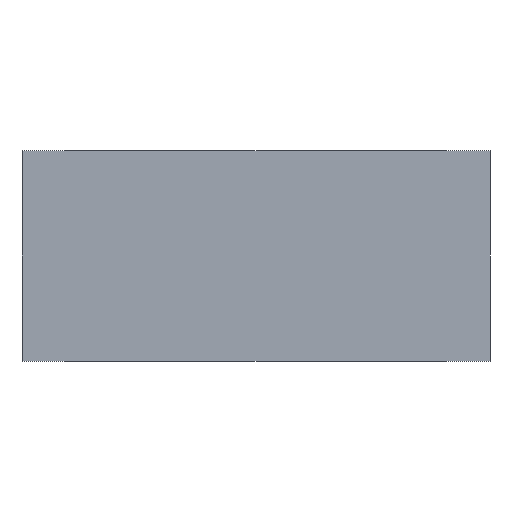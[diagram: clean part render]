
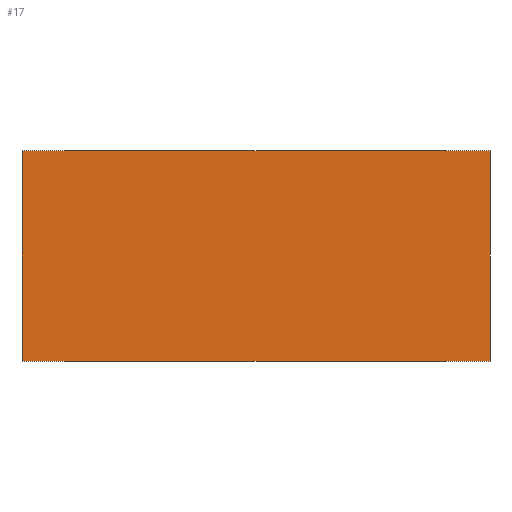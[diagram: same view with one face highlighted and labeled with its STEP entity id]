
A CAD part, front view. The second image highlights one B-rep face of the part: STEP entity #17.
In plain terms, the highlighted planar face has unit normal (0, -1, 0).
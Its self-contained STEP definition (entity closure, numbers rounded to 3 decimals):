
#17 = ADVANCED_FACE('',(#18),#32,.T.);
#18 = FACE_BOUND('',#19,.T.);
#19 = EDGE_LOOP('',(#20,#55,#80,#108));
#20 = ORIENTED_EDGE('',*,*,#21,.T.);
#21 = EDGE_CURVE('',#22,#24,#26,.T.);
#22 = VERTEX_POINT('',#23);
#23 = CARTESIAN_POINT('',(-0.027,-0.027,0.));
#24 = VERTEX_POINT('',#25);
#25 = CARTESIAN_POINT('',(0.027,-0.027,0.));
#26 = SURFACE_CURVE('',#27,(#31,#43),.PCURVE_S1.);
#27 = LINE('',#28,#29);
#28 = CARTESIAN_POINT('',(-0.027,-0.027,0.));
#29 = VECTOR('',#30,1.);
#30 = DIRECTION('',(1.,0.,0.));
#31 = PCURVE('',#32,#37);
#32 = PLANE('',#33);
#33 = AXIS2_PLACEMENT_3D('',#34,#35,#36);
#34 = CARTESIAN_POINT('',(-0.027,-0.027,
    0.024));
#35 = DIRECTION('',(0.,-1.,0.));
#36 = DIRECTION('',(1.,0.,0.));
#37 = DEFINITIONAL_REPRESENTATION('',(#38),#42);
#38 = LINE('',#39,#40);
#39 = CARTESIAN_POINT('',(0.,-0.024));
#40 = VECTOR('',#41,1.);
#41 = DIRECTION('',(1.,0.));
#42 = ( GEOMETRIC_REPRESENTATION_CONTEXT(2) 
PARAMETRIC_REPRESENTATION_CONTEXT() REPRESENTATION_CONTEXT('2D SPACE',''
  ) );
#43 = PCURVE('',#44,#49);
#44 = PLANE('',#45);
#45 = AXIS2_PLACEMENT_3D('',#46,#47,#48);
#46 = CARTESIAN_POINT('',(-0.027,-0.027,0.));
#47 = DIRECTION('',(0.,0.,-1.));
#48 = DIRECTION('',(0.707,0.707,0.));
#49 = DEFINITIONAL_REPRESENTATION('',(#50),#54);
#50 = LINE('',#51,#52);
#51 = CARTESIAN_POINT('',(0.,0.));
#52 = VECTOR('',#53,1.);
#53 = DIRECTION('',(0.707,0.707));
#54 = ( GEOMETRIC_REPRESENTATION_CONTEXT(2) 
PARAMETRIC_REPRESENTATION_CONTEXT() REPRESENTATION_CONTEXT('2D SPACE',''
  ) );
#55 = ORIENTED_EDGE('',*,*,#56,.T.);
#56 = EDGE_CURVE('',#24,#57,#59,.T.);
#57 = VERTEX_POINT('',#58);
#58 = CARTESIAN_POINT('',(0.027,-0.027,
    0.024));
#59 = SURFACE_CURVE('',#60,(#63,#69),.PCURVE_S1.);
#60 = B_SPLINE_CURVE_WITH_KNOTS('',1,(#61,#62),.UNSPECIFIED.,.F.,.F.,(2,
    2),(0.,1.),.PIECEWISE_BEZIER_KNOTS.);
#61 = CARTESIAN_POINT('',(0.027,-0.027,0.));
#62 = CARTESIAN_POINT('',(0.027,-0.027,
    0.024));
#63 = PCURVE('',#32,#64);
#64 = DEFINITIONAL_REPRESENTATION('',(#65),#68);
#65 = B_SPLINE_CURVE_WITH_KNOTS('',1,(#66,#67),.UNSPECIFIED.,.F.,.F.,(2,
    2),(0.,1.),.PIECEWISE_BEZIER_KNOTS.);
#66 = CARTESIAN_POINT('',(0.054,-0.024));
#67 = CARTESIAN_POINT('',(0.054,0.));
#68 = ( GEOMETRIC_REPRESENTATION_CONTEXT(2) 
PARAMETRIC_REPRESENTATION_CONTEXT() REPRESENTATION_CONTEXT('2D SPACE',''
  ) );
#69 = PCURVE('',#70,#75);
#70 = PLANE('',#71);
#71 = AXIS2_PLACEMENT_3D('',#72,#73,#74);
#72 = CARTESIAN_POINT('',(0.027,-0.027,
    0.024));
#73 = DIRECTION('',(1.,0.,0.));
#74 = DIRECTION('',(-0.,1.,0.));
#75 = DEFINITIONAL_REPRESENTATION('',(#76),#79);
#76 = B_SPLINE_CURVE_WITH_KNOTS('',1,(#77,#78),.UNSPECIFIED.,.F.,.F.,(2,
    2),(0.,1.),.PIECEWISE_BEZIER_KNOTS.);
#77 = CARTESIAN_POINT('',(0.,-0.024));
#78 = CARTESIAN_POINT('',(0.,0.));
#79 = ( GEOMETRIC_REPRESENTATION_CONTEXT(2) 
PARAMETRIC_REPRESENTATION_CONTEXT() REPRESENTATION_CONTEXT('2D SPACE',''
  ) );
#80 = ORIENTED_EDGE('',*,*,#81,.F.);
#81 = EDGE_CURVE('',#82,#57,#84,.T.);
#82 = VERTEX_POINT('',#83);
#83 = CARTESIAN_POINT('',(-0.027,-0.027,
    0.024));
#84 = SURFACE_CURVE('',#85,(#89,#96),.PCURVE_S1.);
#85 = LINE('',#86,#87);
#86 = CARTESIAN_POINT('',(-0.027,-0.027,
    0.024));
#87 = VECTOR('',#88,1.);
#88 = DIRECTION('',(1.,0.,0.));
#89 = PCURVE('',#32,#90);
#90 = DEFINITIONAL_REPRESENTATION('',(#91),#95);
#91 = LINE('',#92,#93);
#92 = CARTESIAN_POINT('',(0.,0.));
#93 = VECTOR('',#94,1.);
#94 = DIRECTION('',(1.,0.));
#95 = ( GEOMETRIC_REPRESENTATION_CONTEXT(2) 
PARAMETRIC_REPRESENTATION_CONTEXT() REPRESENTATION_CONTEXT('2D SPACE',''
  ) );
#96 = PCURVE('',#97,#102);
#97 = PLANE('',#98);
#98 = AXIS2_PLACEMENT_3D('',#99,#100,#101);
#99 = CARTESIAN_POINT('',(-0.027,-0.027,
    0.024));
#100 = DIRECTION('',(0.,0.,-1.));
#101 = DIRECTION('',(0.707,0.707,0.));
#102 = DEFINITIONAL_REPRESENTATION('',(#103),#107);
#103 = LINE('',#104,#105);
#104 = CARTESIAN_POINT('',(0.,0.));
#105 = VECTOR('',#106,1.);
#106 = DIRECTION('',(0.707,0.707));
#107 = ( GEOMETRIC_REPRESENTATION_CONTEXT(2) 
PARAMETRIC_REPRESENTATION_CONTEXT() REPRESENTATION_CONTEXT('2D SPACE',''
  ) );
#108 = ORIENTED_EDGE('',*,*,#109,.F.);
#109 = EDGE_CURVE('',#22,#82,#110,.T.);
#110 = SURFACE_CURVE('',#111,(#114,#120),.PCURVE_S1.);
#111 = B_SPLINE_CURVE_WITH_KNOTS('',1,(#112,#113),.UNSPECIFIED.,.F.,.F.,
  (2,2),(0.,1.),.PIECEWISE_BEZIER_KNOTS.);
#112 = CARTESIAN_POINT('',(-0.027,-0.027,0.));
#113 = CARTESIAN_POINT('',(-0.027,-0.027,
    0.024));
#114 = PCURVE('',#32,#115);
#115 = DEFINITIONAL_REPRESENTATION('',(#116),#119);
#116 = B_SPLINE_CURVE_WITH_KNOTS('',1,(#117,#118),.UNSPECIFIED.,.F.,.F.,
  (2,2),(0.,1.),.PIECEWISE_BEZIER_KNOTS.);
#117 = CARTESIAN_POINT('',(0.,-0.024));
#118 = CARTESIAN_POINT('',(0.,0.));
#119 = ( GEOMETRIC_REPRESENTATION_CONTEXT(2) 
PARAMETRIC_REPRESENTATION_CONTEXT() REPRESENTATION_CONTEXT('2D SPACE',''
  ) );
#120 = PCURVE('',#121,#126);
#121 = PLANE('',#122);
#122 = AXIS2_PLACEMENT_3D('',#123,#124,#125);
#123 = CARTESIAN_POINT('',(-0.027,0.027,
    0.024));
#124 = DIRECTION('',(-1.,0.,0.));
#125 = DIRECTION('',(0.,-1.,0.));
#126 = DEFINITIONAL_REPRESENTATION('',(#127),#130);
#127 = B_SPLINE_CURVE_WITH_KNOTS('',1,(#128,#129),.UNSPECIFIED.,.F.,.F.,
  (2,2),(0.,1.),.PIECEWISE_BEZIER_KNOTS.);
#128 = CARTESIAN_POINT('',(0.054,-0.024));
#129 = CARTESIAN_POINT('',(0.054,0.));
#130 = ( GEOMETRIC_REPRESENTATION_CONTEXT(2) 
PARAMETRIC_REPRESENTATION_CONTEXT() REPRESENTATION_CONTEXT('2D SPACE',''
  ) );
